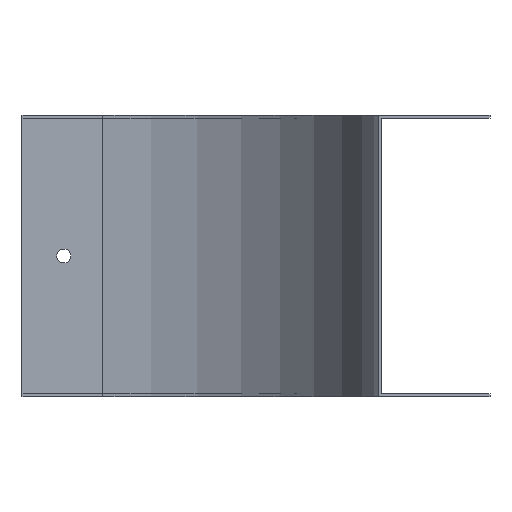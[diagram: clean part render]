
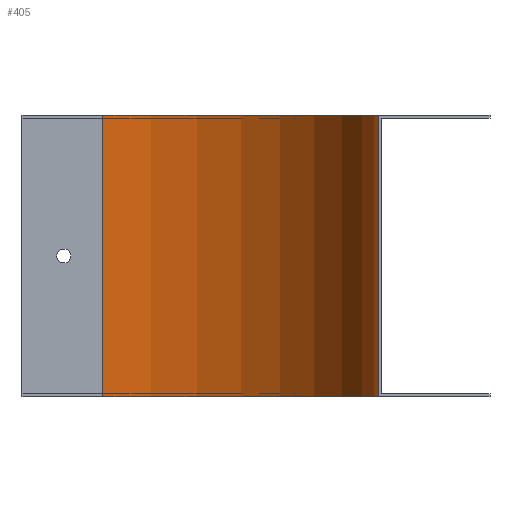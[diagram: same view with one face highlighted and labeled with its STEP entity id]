
A CAD part, left-side view. The second image highlights one B-rep face of the part: STEP entity #405.
In plain terms, the highlighted cylindrical face has radius 99 mm (diameter 198 mm), a partial arc.
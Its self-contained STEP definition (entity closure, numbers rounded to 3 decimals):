
#32 = EDGE_LOOP ( 'NONE', ( #266, #264, #263, #262 ) ) ;
#67 = CARTESIAN_POINT ( 'NONE',  ( -125., 40., -100. ) ) ;
#76 = CARTESIAN_POINT ( 'NONE',  ( -26., 139., 1. ) ) ;
#82 = CARTESIAN_POINT ( 'NONE',  ( -125., 40., 1. ) ) ;
#88 = CARTESIAN_POINT ( 'NONE',  ( -26., 139., -100. ) ) ;
#150 = VERTEX_POINT ( 'NONE', #67 ) ;
#155 = VERTEX_POINT ( 'NONE', #76 ) ;
#159 = VERTEX_POINT ( 'NONE', #82 ) ;
#183 = VERTEX_POINT ( 'NONE', #88 ) ;
#262 = ORIENTED_EDGE ( 'NONE', *, *, #754, .T. ) ;
#263 = ORIENTED_EDGE ( 'NONE', *, *, #710, .F. ) ;
#264 = ORIENTED_EDGE ( 'NONE', *, *, #619, .F. ) ;
#266 = ORIENTED_EDGE ( 'NONE', *, *, #764, .T. ) ;
#308 = DIRECTION ( 'NONE',  ( -1., 0., 0. ) ) ;
#309 = DIRECTION ( 'NONE',  ( 0., 0., 1. ) ) ;
#310 = CARTESIAN_POINT ( 'NONE',  ( -125., 139., 1. ) ) ;
#405 = ADVANCED_FACE ( 'NONE', ( #1395 ), #1402, .F. ) ;
#455 = AXIS2_PLACEMENT_3D ( 'NONE', #952, #950, #949 ) ;
#502 = AXIS2_PLACEMENT_3D ( 'NONE', #1169, #1174, #1165 ) ;
#619 = EDGE_CURVE ( 'NONE', #183, #155, #1521, .T. ) ;
#635 = AXIS2_PLACEMENT_3D ( 'NONE', #310, #309, #308 ) ;
#710 = EDGE_CURVE ( 'NONE', #150, #183, #1538, .T. ) ;
#754 = EDGE_CURVE ( 'NONE', #150, #159, #1612, .T. ) ;
#764 = EDGE_CURVE ( 'NONE', #159, #155, #1613, .T. ) ;
#819 = CARTESIAN_POINT ( 'NONE',  ( -125., 40., -100. ) ) ;
#820 = DIRECTION ( 'NONE',  ( 0., 0., 1. ) ) ;
#909 = DIRECTION ( 'NONE',  ( 0., 0., 1. ) ) ;
#925 = CARTESIAN_POINT ( 'NONE',  ( -26., 139., -100. ) ) ;
#949 = DIRECTION ( 'NONE',  ( -1., 0., 0. ) ) ;
#950 = DIRECTION ( 'NONE',  ( 0., 0., 1. ) ) ;
#952 = CARTESIAN_POINT ( 'NONE',  ( -125., 139., -100. ) ) ;
#1165 = DIRECTION ( 'NONE',  ( 1., 0., 0. ) ) ;
#1169 = CARTESIAN_POINT ( 'NONE',  ( -125., 139., -100. ) ) ;
#1174 = DIRECTION ( 'NONE',  ( 0., 0., 1. ) ) ;
#1395 = FACE_OUTER_BOUND ( 'NONE', #32, .T. ) ;
#1402 = CYLINDRICAL_SURFACE ( 'NONE', #502, 99. ) ;
#1521 = LINE ( 'NONE', #925, #1529 ) ;
#1529 = VECTOR ( 'NONE', #909, 1000. ) ;
#1538 = CIRCLE ( 'NONE', #455, 99. ) ;
#1612 = LINE ( 'NONE', #819, #1614 ) ;
#1613 = CIRCLE ( 'NONE', #635, 99. ) ;
#1614 = VECTOR ( 'NONE', #820, 1000. ) ;
